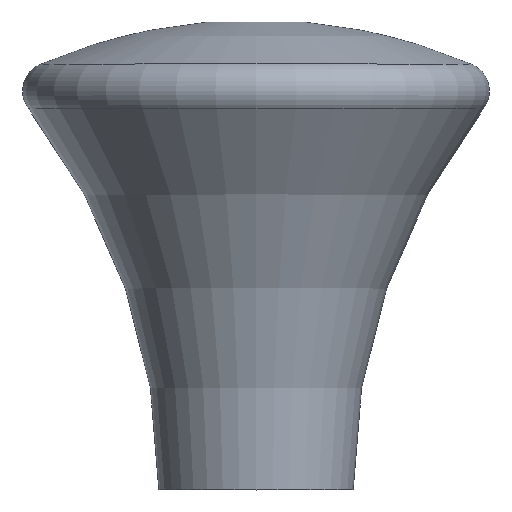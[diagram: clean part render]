
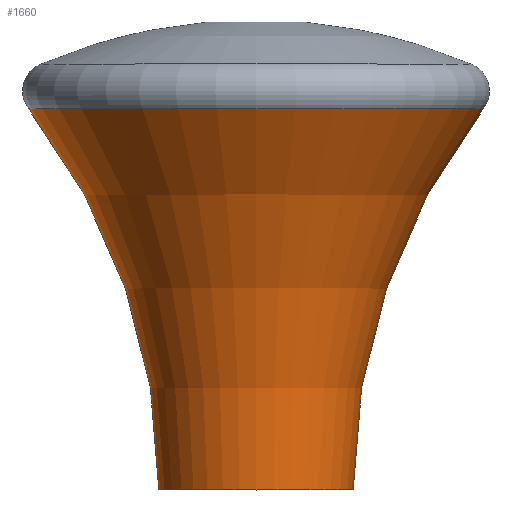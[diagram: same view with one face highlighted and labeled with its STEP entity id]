
A CAD part, top view. The second image highlights one B-rep face of the part: STEP entity #1660.
In plain terms, the highlighted toroidal (fillet/blend) face has major radius 37.018 mm and minor radius 32.018 mm.
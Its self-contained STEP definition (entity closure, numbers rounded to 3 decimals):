
#60=CARTESIAN_POINT('',(0.,0.,0.));
#70=DIRECTION('',(0.,1.,0.));
#80=DIRECTION('',(1.,0.,0.));
#90=AXIS2_PLACEMENT_3D('',#60,#70,#80);
#100=CIRCLE('',#90,5.);
#110=CARTESIAN_POINT('',(5.,0.,0.));
#120=VERTEX_POINT('',#110);
#130=CARTESIAN_POINT('',(-5.,0.,0.));
#140=VERTEX_POINT('',#130);
#170=EDGE_CURVE('',#140,#120,#100,.T.);
#1190=CARTESIAN_POINT('',(-11.687,19.583,0.));
#1200=VERTEX_POINT('',#1190);
#1290=CARTESIAN_POINT('',(11.687,19.583,0.));
#1300=VERTEX_POINT('',#1290);
#1330=CARTESIAN_POINT('',(0.,19.583,0.));
#1340=DIRECTION('',(0.,1.,0.));
#1350=DIRECTION('',(1.,0.,0.));
#1360=AXIS2_PLACEMENT_3D('',#1330,#1340,#1350);
#1370=CIRCLE('',#1360,11.687);
#1380=EDGE_CURVE('',#1200,#1300,#1370,.T.);
#1430=CARTESIAN_POINT('',(0.,0.,0.));
#1440=DIRECTION('',(0.,1.,0.));
#1450=DIRECTION('',(1.,0.,0.));
#1460=AXIS2_PLACEMENT_3D('',#1430,#1440,#1450);
#1470=TOROIDAL_SURFACE('',#1460,37.018,32.018);
#1480=CARTESIAN_POINT('',(-37.018,0.,0.));
#1490=DIRECTION('',(0.,0.,1.));
#1500=DIRECTION('',(-1.,0.,0.));
#1510=AXIS2_PLACEMENT_3D('',#1480,#1490,#1500);
#1520=CIRCLE('',#1510,32.018);
#1530=EDGE_CURVE('',#140,#1200,#1520,.T.);
#1540=ORIENTED_EDGE('',*,*,#1530,.F.);
#1550=ORIENTED_EDGE('',*,*,#1380,.F.);
#1560=CARTESIAN_POINT('',(37.018,0.,0.));
#1570=DIRECTION('',(0.,0.,-1.));
#1580=DIRECTION('',(1.,0.,0.));
#1590=AXIS2_PLACEMENT_3D('',#1560,#1570,#1580);
#1600=CIRCLE('',#1590,32.018);
#1610=EDGE_CURVE('',#120,#1300,#1600,.T.);
#1620=ORIENTED_EDGE('',*,*,#1610,.T.);
#1630=ORIENTED_EDGE('',*,*,#170,.T.);
#1640=EDGE_LOOP('',(#1630,#1620,#1550,#1540));
#1650=FACE_OUTER_BOUND('',#1640,.T.);
#1660=ADVANCED_FACE('',(#1650),#1470,.F.);
